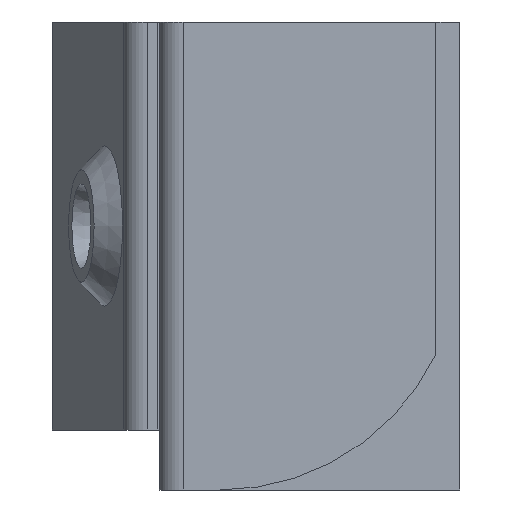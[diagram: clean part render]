
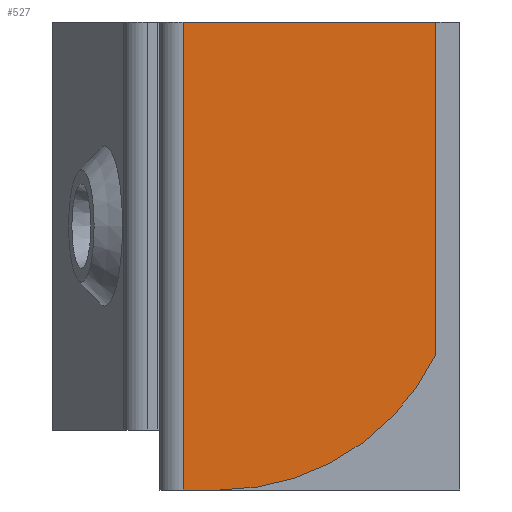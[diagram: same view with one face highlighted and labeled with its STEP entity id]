
A CAD part, left-side view. The second image highlights one B-rep face of the part: STEP entity #527.
In plain terms, the highlighted planar face has unit normal (-1, 0, 0).
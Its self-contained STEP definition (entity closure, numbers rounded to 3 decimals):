
#149=PLANE('',#1997);
#200=LINE('',#2783,#358);
#209=LINE('',#2811,#367);
#222=LINE('',#2853,#380);
#223=LINE('',#2855,#381);
#358=VECTOR('',#2191,1.);
#367=VECTOR('',#2212,1.);
#380=VECTOR('',#2257,1.);
#381=VECTOR('',#2260,1.);
#527=ADVANCED_FACE('',(#682),#149,.T.);
#682=FACE_OUTER_BOUND('',#768,.T.);
#768=EDGE_LOOP('',(#1064,#1065,#1066,#1067,#1068));
#925=CIRCLE('',#1994,10.);
#1064=ORIENTED_EDGE('',*,*,#1722,.F.);
#1065=ORIENTED_EDGE('',*,*,#1745,.T.);
#1066=ORIENTED_EDGE('',*,*,#1709,.F.);
#1067=ORIENTED_EDGE('',*,*,#1743,.F.);
#1068=ORIENTED_EDGE('',*,*,#1744,.T.);
#1528=VERTEX_POINT('',#2784);
#1529=VERTEX_POINT('',#2785);
#1540=VERTEX_POINT('',#2810);
#1541=VERTEX_POINT('',#2812);
#1553=VERTEX_POINT('',#2850);
#1709=EDGE_CURVE('',#1528,#1529,#200,.T.);
#1722=EDGE_CURVE('',#1540,#1541,#209,.T.);
#1743=EDGE_CURVE('',#1553,#1528,#925,.T.);
#1744=EDGE_CURVE('',#1553,#1541,#222,.T.);
#1745=EDGE_CURVE('',#1540,#1529,#223,.T.);
#1994=AXIS2_PLACEMENT_3D('',#2851,#2253,#2254);
#1997=AXIS2_PLACEMENT_3D('',#2856,#2261,#2262);
#2191=DIRECTION('',(0.,1.,0.));
#2212=DIRECTION('',(0.,-1.,0.));
#2253=DIRECTION('',(1.,0.,0.));
#2254=DIRECTION('',(0.,-0.707,-0.707));
#2257=DIRECTION('',(0.,0.,1.));
#2260=DIRECTION('',(0.,0.,-1.));
#2261=DIRECTION('',(-1.,0.,0.));
#2262=DIRECTION('',(0.,-1.,0.));
#2783=CARTESIAN_POINT('',(-17.,10.,-115.));
#2784=CARTESIAN_POINT('',(-17.,20.,-115.));
#2785=CARTESIAN_POINT('',(-17.,21.529,-115.));
#2810=CARTESIAN_POINT('',(-17.,21.529,-95.5));
#2811=CARTESIAN_POINT('',(-17.,10.,-95.5));
#2812=CARTESIAN_POINT('',(-17.,11.,-95.5));
#2850=CARTESIAN_POINT('',(-17.,11.,-109.359));
#2851=CARTESIAN_POINT('',(-17.,20.,-105.));
#2853=CARTESIAN_POINT('',(-17.,11.,-105.25));
#2855=CARTESIAN_POINT('',(-17.,21.529,-115.));
#2856=CARTESIAN_POINT('',(-17.,23.856,-115.));
